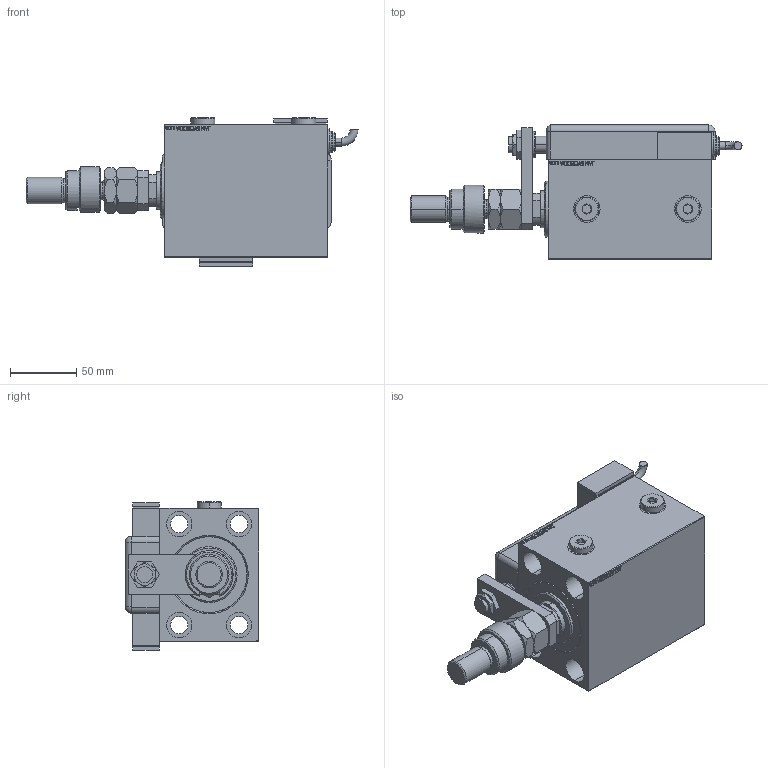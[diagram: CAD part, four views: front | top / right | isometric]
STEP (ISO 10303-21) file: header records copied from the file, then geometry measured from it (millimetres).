
FILE_DESCRIPTION (( 'STEP AP203' ), '1' );
FILE_NAME ('a2f7.STEP', '2024-12-08T09:18:39', ( '' ), ( '' ), 'SwSTEP 2.0', 'SolidWorks 2019', '' );
FILE_SCHEMA (( 'CONFIG_CONTROL_DESIGN' ));
Length unit declared in the file: millimetre
Products named in the file (17): NUT_D19 a565b43163f9e07a81a93f128dbb908d; MFA a565b43163f9e07a81a93f128dbb908d; V450CM_VC_B a565b43163f9e07a81a93f128dbb908d; ZARAZKA_Q a565b43163f9e07a81a93f128dbb908d; SWITCH DIM A_G a565b43163f9e07a81a93f128dbb908d; SWITCH_Q_FRONT_BACK a565b43163f9e07a81a93f128dbb908d; NUT_D13 a565b43163f9e07a81a93f128dbb908d; V450CM_C_Body a565b43163f9e07a81a93f128dbb908d; SWITCH Q a565b43163f9e07a81a93f128dbb908d; FEMALE_PART_FOR_DFA a565b43163f9e07a81a93f128dbb908d; Zatka_OIL_PORT a565b43163f9e07a81a93f128dbb908d; KRYT a565b43163f9e07a81a93f128dbb908d; Q_T_W_DFA a565b43163f9e07a81a93f128dbb908d; MAGNETIC SWITCH Q a565b43163f9e07a81a93f128dbb908d; a2f7; V450CM_C_VCP a565b43163f9e07a81a93f128dbb908d; TYC a565b43163f9e07a81a93f128dbb908d
Assembly tree (18 placements, depth 3):
  a2f7
    V450CM_C_Body a565b43163f9e07a81a93f128dbb908d
    V450CM_C_VCP a565b43163f9e07a81a93f128dbb908d
    V450CM_VC_B a565b43163f9e07a81a93f128dbb908d
    MAGNETIC SWITCH Q a565b43163f9e07a81a93f128dbb908d
      SWITCH_Q_FRONT_BACK a565b43163f9e07a81a93f128dbb908d
      TYC a565b43163f9e07a81a93f128dbb908d
      ZARAZKA_Q a565b43163f9e07a81a93f128dbb908d
      SWITCH DIM A_G a565b43163f9e07a81a93f128dbb908d
      NUT_D19 a565b43163f9e07a81a93f128dbb908d
      NUT_D13 a565b43163f9e07a81a93f128dbb908d
      KRYT a565b43163f9e07a81a93f128dbb908d
      SWITCH Q a565b43163f9e07a81a93f128dbb908d  x2
    Q_T_W_DFA a565b43163f9e07a81a93f128dbb908d
      FEMALE_PART_FOR_DFA a565b43163f9e07a81a93f128dbb908d
      MFA a565b43163f9e07a81a93f128dbb908d
    Zatka_OIL_PORT a565b43163f9e07a81a93f128dbb908d  x2
Bounding box: 249.76 x 100.8 x 111.9 mm (x, y, z)
Volume: 971888.4 mm3; surface area: 201167.1 mm2
Topology: 17 solids, 17 shells, 1388 faces, 3468 edges, 2267 vertices
Faces by surface type: plane 677, bspline 471, cylinder 146, cone 66, torus 26, sphere 2
Entity records: 63927 total; most frequent: CARTESIAN_POINT 33250, ORIENTED_EDGE 6660, DIRECTION 4436, EDGE_CURVE 3330, VERTEX_POINT 2183, VECTOR 1934, LINE 1934, EDGE_LOOP 1513
